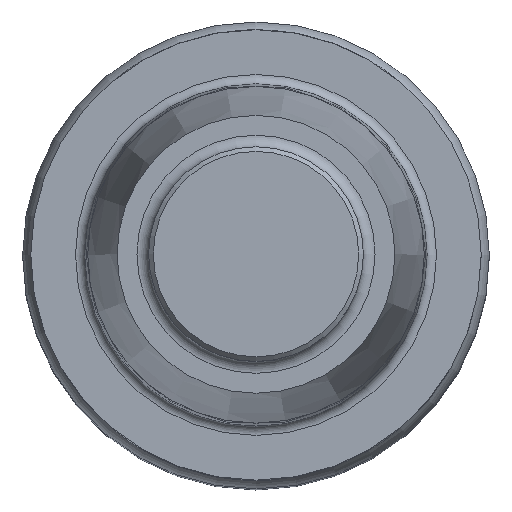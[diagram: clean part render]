
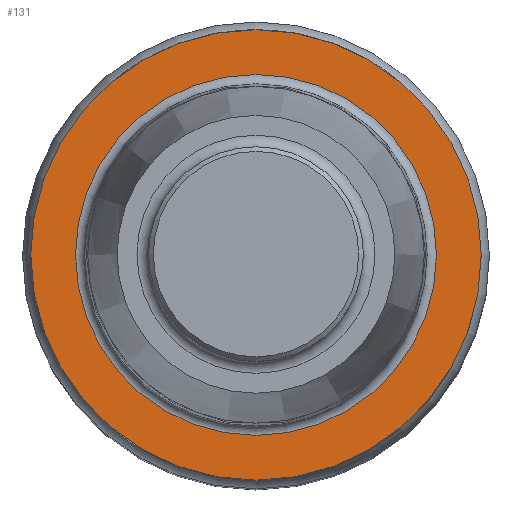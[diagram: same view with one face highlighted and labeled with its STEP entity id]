
A CAD part, top view. The second image highlights one B-rep face of the part: STEP entity #131.
In plain terms, the highlighted planar face has unit normal (0, 0, 1).
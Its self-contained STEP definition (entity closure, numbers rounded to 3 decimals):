
#114=FACE_BOUND('',#195,.T.);
#115=FACE_BOUND('',#196,.T.);
#131=ADVANCED_FACE('',(#114,#115),#148,.F.);
#148=PLANE('',#452);
#195=EDGE_LOOP('',(#249));
#196=EDGE_LOOP('',(#250));
#249=ORIENTED_EDGE('',*,*,#326,.F.);
#250=ORIENTED_EDGE('',*,*,#335,.T.);
#296=VERTEX_POINT('',#637);
#305=VERTEX_POINT('',#716);
#326=EDGE_CURVE('',#296,#296,#364,.T.);
#335=EDGE_CURVE('',#305,#305,#365,.T.);
#364=CIRCLE('',#443,7.731);
#365=CIRCLE('',#447,9.65);
#443=AXIS2_PLACEMENT_3D('',#636,#516,#517);
#447=AXIS2_PLACEMENT_3D('',#715,#526,#527);
#452=AXIS2_PLACEMENT_3D('',#796,#538,#539);
#516=DIRECTION('',(0.,0.,1.));
#517=DIRECTION('',(1.,0.,0.));
#526=DIRECTION('',(0.,0.,1.));
#527=DIRECTION('',(1.,0.,0.));
#538=DIRECTION('',(0.,0.,-1.));
#539=DIRECTION('',(-1.,0.,0.));
#636=CARTESIAN_POINT('',(0.,0.,0.));
#637=CARTESIAN_POINT('',(7.731,0.,0.));
#715=CARTESIAN_POINT('',(0.,0.,0.));
#716=CARTESIAN_POINT('',(9.65,0.,0.));
#796=CARTESIAN_POINT('',(0.,9.65,0.));
